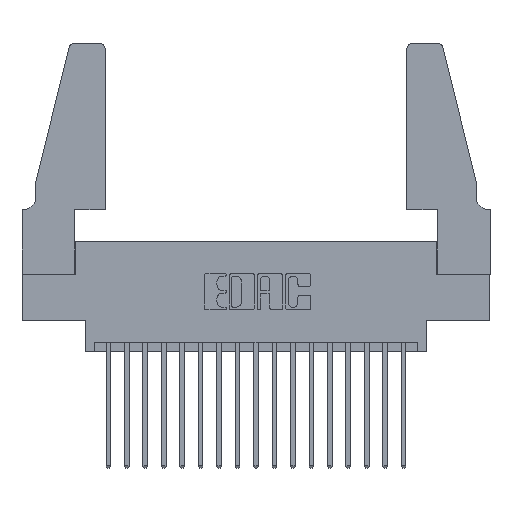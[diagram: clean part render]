
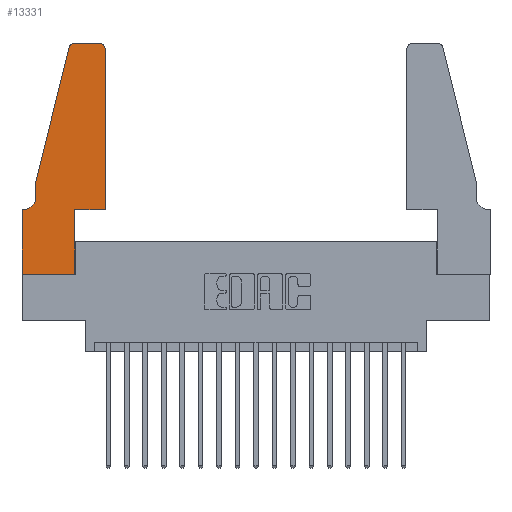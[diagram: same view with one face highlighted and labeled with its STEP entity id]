
A CAD part, top view. The second image highlights one B-rep face of the part: STEP entity #13331.
In plain terms, the highlighted planar face has unit normal (0, 0, 1).
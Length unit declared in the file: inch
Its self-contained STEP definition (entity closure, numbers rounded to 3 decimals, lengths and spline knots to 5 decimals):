
#109 = CARTESIAN_POINT ( 'NONE',  ( 0., 0., 0.37 ) ) ;
#486 = DIRECTION ( 'NONE',  ( 1., 0., 0. ) ) ;
#1896 = VERTEX_POINT ( 'NONE', #5628 ) ;
#2685 = VERTEX_POINT ( 'NONE', #14865 ) ;
#2734 = ORIENTED_EDGE ( 'NONE', *, *, #16722, .T. ) ;
#2866 = CARTESIAN_POINT ( 'NONE',  ( 0., 0., 0.37 ) ) ;
#2881 = DIRECTION ( 'NONE',  ( 0., 0., 1. ) ) ;
#2947 = LINE ( 'NONE', #4143, #14212 ) ;
#3098 = EDGE_CURVE ( 'NONE', #2685, #17677, #18784, .T. ) ;
#3384 = CIRCLE ( 'NONE', #18863, 0.03 ) ;
#3658 = ORIENTED_EDGE ( 'NONE', *, *, #10291, .T. ) ;
#3708 = CARTESIAN_POINT ( 'NONE',  ( 0.0755, 0.42, 0.37 ) ) ;
#3884 = ORIENTED_EDGE ( 'NONE', *, *, #18422, .T. ) ;
#3976 = CARTESIAN_POINT ( 'NONE',  ( 0.4205, 1.25, 0.37 ) ) ;
#4104 = VECTOR ( 'NONE', #18852, 39.37008 ) ;
#4143 = CARTESIAN_POINT ( 'NONE',  ( 0.0755, 0.5, 0.37 ) ) ;
#4259 = CARTESIAN_POINT ( 'NONE',  ( 0.2605, 1.25, 0.37 ) ) ;
#5047 = VERTEX_POINT ( 'NONE', #3976 ) ;
#5194 = VERTEX_POINT ( 'NONE', #2866 ) ;
#5628 = CARTESIAN_POINT ( 'NONE',  ( 0.25487, 1.22718, 0.37 ) ) ;
#5767 = EDGE_CURVE ( 'NONE', #1896, #2685, #2947, .T. ) ;
#5768 = ORIENTED_EDGE ( 'NONE', *, *, #18284, .T. ) ;
#6137 = VERTEX_POINT ( 'NONE', #12235 ) ;
#6219 = ORIENTED_EDGE ( 'NONE', *, *, #13632, .T. ) ;
#6291 = VECTOR ( 'NONE', #17116, 39.37008 ) ;
#6368 = DIRECTION ( 'NONE',  ( 0., 1., 0. ) ) ;
#6446 = CARTESIAN_POINT ( 'NONE',  ( 0.0055, 0.35, 0.37 ) ) ;
#6783 = CARTESIAN_POINT ( 'NONE',  ( 0.2865, 0., 0.37 ) ) ;
#6814 = DIRECTION ( 'NONE',  ( 0., 0., 1. ) ) ;
#6916 = AXIS2_PLACEMENT_3D ( 'NONE', #6958, #17115, #8390 ) ;
#6958 = CARTESIAN_POINT ( 'NONE',  ( 0.0055, 0.42, 0.37 ) ) ;
#7529 = VERTEX_POINT ( 'NONE', #14962 ) ;
#7723 = CARTESIAN_POINT ( 'NONE',  ( 0., 0.35, 0.37 ) ) ;
#7828 = ORIENTED_EDGE ( 'NONE', *, *, #13082, .T. ) ;
#8156 = DIRECTION ( 'NONE',  ( -1., 0., 0. ) ) ;
#8262 = ORIENTED_EDGE ( 'NONE', *, *, #5767, .T. ) ;
#8390 = DIRECTION ( 'NONE',  ( -1., 0., 0. ) ) ;
#8530 = VECTOR ( 'NONE', #15647, 39.37008 ) ;
#8660 = DIRECTION ( 'NONE',  ( 0., -1., 0. ) ) ;
#8870 = VERTEX_POINT ( 'NONE', #7723 ) ;
#9337 = DIRECTION ( 'NONE',  ( 0., 0., 1. ) ) ;
#9388 = CARTESIAN_POINT ( 'NONE',  ( 0.284, 1.25, 0.37 ) ) ;
#9431 = LINE ( 'NONE', #109, #13320 ) ;
#9620 = LINE ( 'NONE', #18806, #13971 ) ;
#10050 = CIRCLE ( 'NONE', #6916, 0.07 ) ;
#10274 = CIRCLE ( 'NONE', #14357, 0.03 ) ;
#10291 = EDGE_CURVE ( 'NONE', #6137, #7529, #16287, .T. ) ;
#10471 = DIRECTION ( 'NONE',  ( 1., 0., 0. ) ) ;
#10479 = FACE_OUTER_BOUND ( 'NONE', #15023, .T. ) ;
#10550 = ORIENTED_EDGE ( 'NONE', *, *, #12228, .T. ) ;
#10763 = CARTESIAN_POINT ( 'NONE',  ( 0.2865, 0.35, 0.37 ) ) ;
#11686 = CARTESIAN_POINT ( 'NONE',  ( 0., 0.35, 0.37 ) ) ;
#11942 = ORIENTED_EDGE ( 'NONE', *, *, #18742, .T. ) ;
#12228 = EDGE_CURVE ( 'NONE', #13683, #12330, #14863, .T. ) ;
#12235 = CARTESIAN_POINT ( 'NONE',  ( 0.4505, 0.35, 0.37 ) ) ;
#12330 = VERTEX_POINT ( 'NONE', #16809 ) ;
#12700 = CARTESIAN_POINT ( 'NONE',  ( 0.4505, 0.35, 0.37 ) ) ;
#13082 = EDGE_CURVE ( 'NONE', #14904, #1896, #3384, .T. ) ;
#13159 = DIRECTION ( 'NONE',  ( 1., 0., 0. ) ) ;
#13229 = VECTOR ( 'NONE', #8156, 39.37008 ) ;
#13320 = VECTOR ( 'NONE', #10471, 39.37008 ) ;
#13331 = ADVANCED_FACE ( 'NONE', ( #10479 ), #17455, .T. ) ;
#13632 = EDGE_CURVE ( 'NONE', #17595, #8870, #17088, .T. ) ;
#13683 = VERTEX_POINT ( 'NONE', #6783 ) ;
#13971 = VECTOR ( 'NONE', #8660, 39.37008 ) ;
#14212 = VECTOR ( 'NONE', #14415, 39.37008 ) ;
#14357 = AXIS2_PLACEMENT_3D ( 'NONE', #18029, #9337, #486 ) ;
#14415 = DIRECTION ( 'NONE',  ( -0.239, -0.971, 0. ) ) ;
#14848 = CARTESIAN_POINT ( 'NONE',  ( 0.4505, 0.35, 0.37 ) ) ;
#14863 = LINE ( 'NONE', #10763, #17327 ) ;
#14865 = CARTESIAN_POINT ( 'NONE',  ( 0.0755, 0.5, 0.37 ) ) ;
#14904 = VERTEX_POINT ( 'NONE', #9388 ) ;
#14962 = CARTESIAN_POINT ( 'NONE',  ( 0.4505, 1.22, 0.37 ) ) ;
#15023 = EDGE_LOOP ( 'NONE', ( #3884, #7828, #8262, #16482, #5768, #6219, #17822, #2734, #10550, #18720, #3658, #11942 ) ) ;
#15352 = LINE ( 'NONE', #4259, #4104 ) ;
#15548 = CARTESIAN_POINT ( 'NONE',  ( 0.284, 1.22, 0.37 ) ) ;
#15647 = DIRECTION ( 'NONE',  ( 0., 1., 0. ) ) ;
#15693 = CARTESIAN_POINT ( 'NONE',  ( 0.0755, 0.5, 0.37 ) ) ;
#16091 = EDGE_CURVE ( 'NONE', #12330, #6137, #17866, .T. ) ;
#16287 = LINE ( 'NONE', #12700, #8530 ) ;
#16295 = DIRECTION ( 'NONE',  ( 1., 0., 0. ) ) ;
#16482 = ORIENTED_EDGE ( 'NONE', *, *, #3098, .T. ) ;
#16594 = AXIS2_PLACEMENT_3D ( 'NONE', #11686, #2881, #13159 ) ;
#16722 = EDGE_CURVE ( 'NONE', #5194, #13683, #9431, .T. ) ;
#16809 = CARTESIAN_POINT ( 'NONE',  ( 0.2865, 0.35, 0.37 ) ) ;
#16878 = CARTESIAN_POINT ( 'NONE',  ( 0.0755, 0.35, 0.37 ) ) ;
#16971 = DIRECTION ( 'NONE',  ( 1., 0., 0. ) ) ;
#17088 = LINE ( 'NONE', #16878, #13229 ) ;
#17115 = DIRECTION ( 'NONE',  ( 0., 0., -1. ) ) ;
#17116 = DIRECTION ( 'NONE',  ( 0., -1., 0. ) ) ;
#17327 = VECTOR ( 'NONE', #6368, 39.37008 ) ;
#17423 = VECTOR ( 'NONE', #16295, 39.37008 ) ;
#17455 = PLANE ( 'NONE',  #16594 ) ;
#17595 = VERTEX_POINT ( 'NONE', #6446 ) ;
#17677 = VERTEX_POINT ( 'NONE', #3708 ) ;
#17822 = ORIENTED_EDGE ( 'NONE', *, *, #17898, .T. ) ;
#17866 = LINE ( 'NONE', #14848, #17423 ) ;
#17898 = EDGE_CURVE ( 'NONE', #8870, #5194, #9620, .T. ) ;
#18029 = CARTESIAN_POINT ( 'NONE',  ( 0.4205, 1.22, 0.37 ) ) ;
#18284 = EDGE_CURVE ( 'NONE', #17677, #17595, #10050, .T. ) ;
#18422 = EDGE_CURVE ( 'NONE', #5047, #14904, #15352, .T. ) ;
#18720 = ORIENTED_EDGE ( 'NONE', *, *, #16091, .T. ) ;
#18742 = EDGE_CURVE ( 'NONE', #7529, #5047, #10274, .T. ) ;
#18784 = LINE ( 'NONE', #15693, #6291 ) ;
#18806 = CARTESIAN_POINT ( 'NONE',  ( 0., 0., 0.37 ) ) ;
#18852 = DIRECTION ( 'NONE',  ( -1., 0., 0. ) ) ;
#18863 = AXIS2_PLACEMENT_3D ( 'NONE', #15548, #6814, #16971 ) ;
